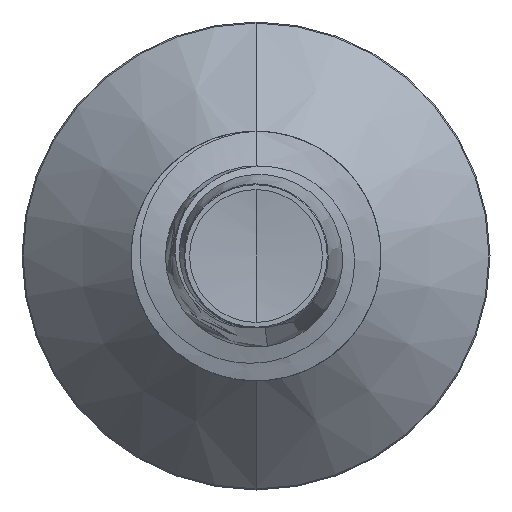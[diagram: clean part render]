
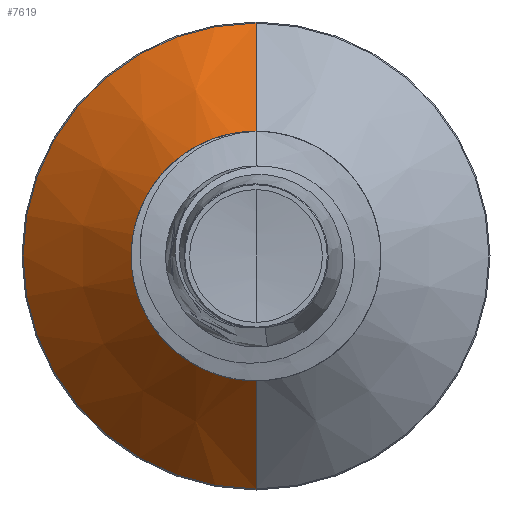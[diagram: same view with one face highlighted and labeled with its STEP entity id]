
A CAD part, front view. The second image highlights one B-rep face of the part: STEP entity #7619.
In plain terms, the highlighted conical face has half-angle 45 degrees and reference radius 0.764 mm.
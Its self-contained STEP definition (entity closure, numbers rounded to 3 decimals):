
#39 = EDGE_CURVE ( 'NONE', #7444, #1620, #11901, .T. ) ;
#233 = EDGE_CURVE ( 'NONE', #3065, #7444, #14177, .T. ) ;
#276 = EDGE_CURVE ( 'NONE', #1804, #1620, #14252, .T. ) ;
#309 = DIRECTION ( 'NONE',  ( 0., 0., 1. ) ) ;
#624 = CARTESIAN_POINT ( 'NONE',  ( 0., 6.065, 0.765 ) ) ;
#1574 = CARTESIAN_POINT ( 'NONE',  ( 0., 6.065, -0.765 ) ) ;
#1620 = VERTEX_POINT ( 'NONE', #2491 ) ;
#1804 = VERTEX_POINT ( 'NONE', #624 ) ;
#2300 = EDGE_LOOP ( 'NONE', ( #11853, #3079, #3272, #3444 ) ) ;
#2491 = CARTESIAN_POINT ( 'NONE',  ( 0., 6.793, 1.493 ) ) ;
#2623 = CIRCLE ( 'NONE', #9967, 0.765 ) ;
#3065 = VERTEX_POINT ( 'NONE', #1574 ) ;
#3079 = ORIENTED_EDGE ( 'NONE', *, *, #15017, .T. ) ;
#3272 = ORIENTED_EDGE ( 'NONE', *, *, #276, .T. ) ;
#3444 = ORIENTED_EDGE ( 'NONE', *, *, #39, .F. ) ;
#3711 = CARTESIAN_POINT ( 'NONE',  ( 0., 6.793, 0. ) ) ;
#4131 = FACE_OUTER_BOUND ( 'NONE', #2300, .T. ) ;
#4261 = AXIS2_PLACEMENT_3D ( 'NONE', #3711, #9259, #309 ) ;
#5787 = VECTOR ( 'NONE', #8462, 1000. ) ;
#6967 = DIRECTION ( 'NONE',  ( 0., 0., 1. ) ) ;
#6977 = VECTOR ( 'NONE', #7992, 1000. ) ;
#7172 = DIRECTION ( 'NONE',  ( 0., 1., 0. ) ) ;
#7444 = VERTEX_POINT ( 'NONE', #12315 ) ;
#7619 = ADVANCED_FACE ( 'NONE', ( #4131 ), #13104, .T. ) ;
#7992 = DIRECTION ( 'NONE',  ( 0., 0.707, 0.707 ) ) ;
#8007 = CARTESIAN_POINT ( 'NONE',  ( 0., 6.065, 0.765 ) ) ;
#8243 = CARTESIAN_POINT ( 'NONE',  ( 0., 6.065, 0. ) ) ;
#8462 = DIRECTION ( 'NONE',  ( 0., 0.707, -0.707 ) ) ;
#9092 = CARTESIAN_POINT ( 'NONE',  ( 0., 6.065, -0.765 ) ) ;
#9259 = DIRECTION ( 'NONE',  ( 0., 1., 0. ) ) ;
#9480 = DIRECTION ( 'NONE',  ( 0., 1., 0. ) ) ;
#9865 = AXIS2_PLACEMENT_3D ( 'NONE', #8243, #9480, #6967 ) ;
#9967 = AXIS2_PLACEMENT_3D ( 'NONE', #13642, #7172, #14529 ) ;
#11853 = ORIENTED_EDGE ( 'NONE', *, *, #233, .F. ) ;
#11901 = CIRCLE ( 'NONE', #4261, 1.493 ) ;
#12315 = CARTESIAN_POINT ( 'NONE',  ( 0., 6.793, -1.493 ) ) ;
#13104 = CONICAL_SURFACE ( 'NONE', #9865, 0.765, 0.785 ) ;
#13642 = CARTESIAN_POINT ( 'NONE',  ( 0., 6.065, 0. ) ) ;
#14177 = LINE ( 'NONE', #9092, #5787 ) ;
#14252 = LINE ( 'NONE', #8007, #6977 ) ;
#14529 = DIRECTION ( 'NONE',  ( 0., 0., 1. ) ) ;
#15017 = EDGE_CURVE ( 'NONE', #3065, #1804, #2623, .T. ) ;
